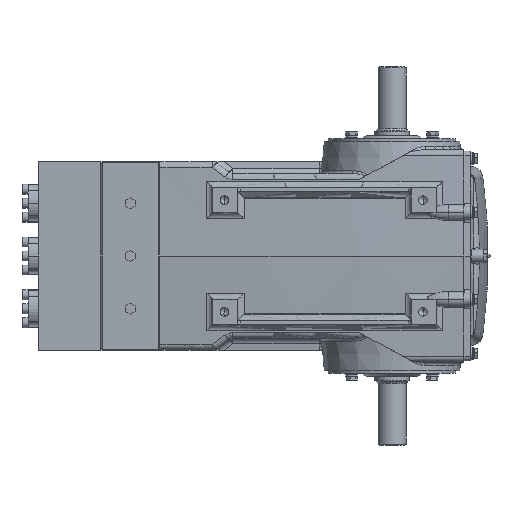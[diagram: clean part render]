
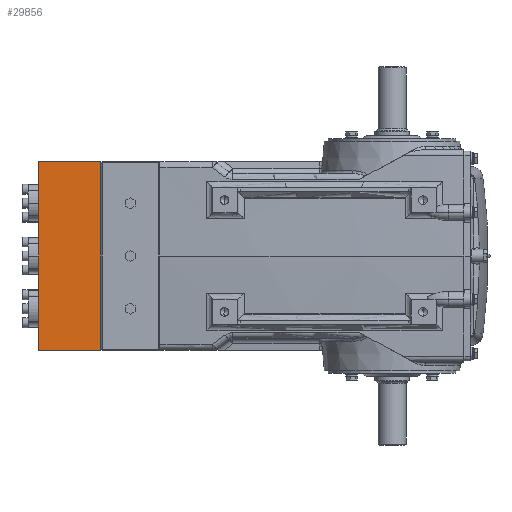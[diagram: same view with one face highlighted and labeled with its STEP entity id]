
A CAD part, front view. The second image highlights one B-rep face of the part: STEP entity #29856.
In plain terms, the highlighted planar face has unit normal (0, -1, 0).
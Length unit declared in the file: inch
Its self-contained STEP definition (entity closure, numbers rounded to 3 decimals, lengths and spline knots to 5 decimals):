
#5102 = CARTESIAN_POINT ( 'NONE',  ( 5.98425, -3.77953, 1.9685 ) ) ;
#5103 = LINE ( 'NONE', #5102, #5357 ) ;
#5357 = VECTOR ( 'NONE', #5633, 39.37008 ) ;
#5633 = DIRECTION ( 'NONE',  ( 0., 0., -1. ) ) ;
#5696 = CARTESIAN_POINT ( 'NONE',  ( 5.98425, -3.77953, 1.9685 ) ) ;
#5697 = DIRECTION ( 'NONE',  ( 1., 0., 0. ) ) ;
#5698 = VECTOR ( 'NONE', #5697, 39.37008 ) ;
#5699 = CARTESIAN_POINT ( 'NONE',  ( -5.98425, -3.77953, 1.9685 ) ) ;
#5700 = LINE ( 'NONE', #5699, #5698 ) ;
#5701 = CARTESIAN_POINT ( 'NONE',  ( -5.98425, -3.77953, 1.9685 ) ) ;
#5818 = CARTESIAN_POINT ( 'NONE',  ( 5.98425, -3.77953, -1.9685 ) ) ;
#5874 = DIRECTION ( 'NONE',  ( 1., 0., 0. ) ) ;
#5875 = VECTOR ( 'NONE', #5874, 39.37008 ) ;
#5876 = CARTESIAN_POINT ( 'NONE',  ( -5.98425, -3.77953, -1.9685 ) ) ;
#5877 = LINE ( 'NONE', #5876, #5875 ) ;
#5879 = DIRECTION ( 'NONE',  ( 0., 0., 1. ) ) ;
#5880 = DIRECTION ( 'NONE',  ( 0., 1., 0. ) ) ;
#5881 = CARTESIAN_POINT ( 'NONE',  ( -5.98425, -3.77953, 1.9685 ) ) ;
#5882 = AXIS2_PLACEMENT_3D ( 'NONE', #5881, #5880, #5879 ) ;
#5883 = PLANE ( 'NONE',  #5882 ) ;
#5884 = FACE_OUTER_BOUND ( 'NONE', #29858, .T. ) ;
#5929 = DIRECTION ( 'NONE',  ( 0., 0., -1. ) ) ;
#5930 = VECTOR ( 'NONE', #5929, 39.37008 ) ;
#5931 = CARTESIAN_POINT ( 'NONE',  ( -5.98425, -3.77953, 1.9685 ) ) ;
#5932 = LINE ( 'NONE', #5931, #5930 ) ;
#5983 = CARTESIAN_POINT ( 'NONE',  ( -5.98425, -3.77953, -1.9685 ) ) ;
#29717 = VERTEX_POINT ( 'NONE', #5701 ) ;
#29719 = EDGE_CURVE ( 'NONE', #29717, #29720, #5700, .T. ) ;
#29720 = VERTEX_POINT ( 'NONE', #5696 ) ;
#29811 = VERTEX_POINT ( 'NONE', #5818 ) ;
#29813 = EDGE_CURVE ( 'NONE', #29894, #29811, #5877, .T. ) ;
#29856 = ADVANCED_FACE ( 'NONE', ( #5884 ), #5883, .F. ) ;
#29858 = EDGE_LOOP ( 'NONE', ( #29859, #29860, #29862, #29864 ) ) ;
#29859 = ORIENTED_EDGE ( 'NONE', *, *, #29813, .T. ) ;
#29860 = ORIENTED_EDGE ( 'NONE', *, *, #29861, .F. ) ;
#29861 = EDGE_CURVE ( 'NONE', #29720, #29811, #5103, .T. ) ;
#29862 = ORIENTED_EDGE ( 'NONE', *, *, #29719, .F. ) ;
#29864 = ORIENTED_EDGE ( 'NONE', *, *, #29885, .T. ) ;
#29885 = EDGE_CURVE ( 'NONE', #29717, #29894, #5932, .T. ) ;
#29894 = VERTEX_POINT ( 'NONE', #5983 ) ;
